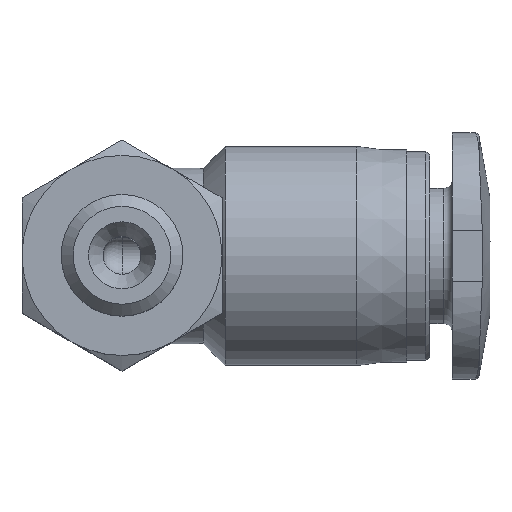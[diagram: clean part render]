
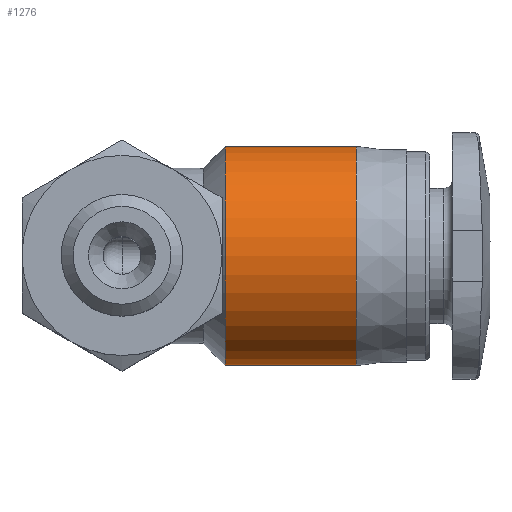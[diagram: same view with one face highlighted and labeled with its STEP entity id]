
A CAD part, top view. The second image highlights one B-rep face of the part: STEP entity #1276.
In plain terms, the highlighted cylindrical face has radius 4.35 mm (diameter 8.7 mm), a full revolution.
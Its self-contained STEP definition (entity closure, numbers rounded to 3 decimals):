
#32=CYLINDRICAL_SURFACE('',#1379,4.35);
#121=CIRCLE('',#1326,4.35);
#145=CIRCLE('',#1380,4.35);
#316=ORIENTED_EDGE('',*,*,#487,.F.);
#317=ORIENTED_EDGE('',*,*,#424,.T.);
#424=EDGE_CURVE('',#536,#536,#121,.T.);
#487=EDGE_CURVE('',#576,#576,#145,.T.);
#536=VERTEX_POINT('',#1782);
#576=VERTEX_POINT('',#2002);
#678=EDGE_LOOP('',(#316));
#679=EDGE_LOOP('',(#317));
#763=FACE_BOUND('',#678,.T.);
#764=FACE_BOUND('',#679,.T.);
#1276=ADVANCED_FACE('',(#763,#764),#32,.T.);
#1326=AXIS2_PLACEMENT_3D('',#1781,#1467,#1468);
#1379=AXIS2_PLACEMENT_3D('',#2000,#1583,#1584);
#1380=AXIS2_PLACEMENT_3D('',#2001,#1585,#1586);
#1467=DIRECTION('',(1.,0.,0.));
#1468=DIRECTION('',(0.,0.,-1.));
#1583=DIRECTION('',(1.,0.,0.));
#1584=DIRECTION('',(0.,0.,-1.));
#1585=DIRECTION('',(1.,0.,0.));
#1586=DIRECTION('',(0.,0.,-1.));
#1781=CARTESIAN_POINT('',(4.1,0.,0.));
#1782=CARTESIAN_POINT('',(4.1,0.,-4.35));
#2000=CARTESIAN_POINT('',(14.6,0.,0.));
#2001=CARTESIAN_POINT('',(9.3,0.,0.));
#2002=CARTESIAN_POINT('',(9.3,0.,-4.35));
